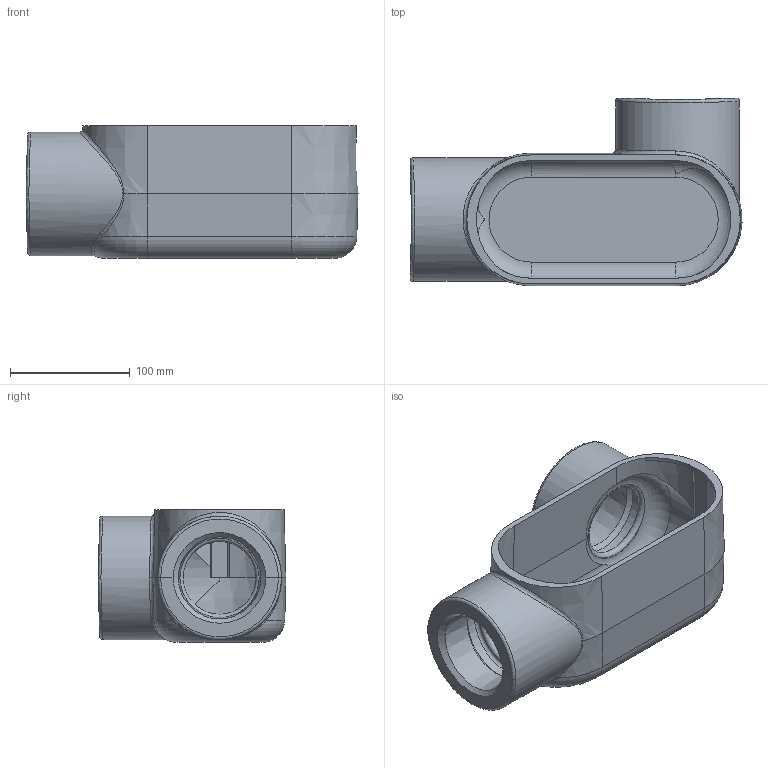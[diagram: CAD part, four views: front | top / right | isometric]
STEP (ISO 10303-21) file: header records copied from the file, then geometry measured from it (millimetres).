
FILE_DESCRIPTION(/* description */ (''),/* implementation_level */ '2;1');
FILE_NAME(/* name */ 'KIL_LR77.stp',/* time_stamp */ '2019-02-07T21:50:48+05:00',/* author */ ('avenkatesan'),/* organization */ (''),/* preprocessor_version */ 'ST-DEVELOPER v17',/* originating_system */ 'Autodesk Inventor 2018',/* authorisation */ '');
FILE_SCHEMA (('AUTOMOTIVE_DESIGN { 1 0 10303 214 3 1 1 }'));
Length unit declared in the file: inch
Products named in the file (1): 17726
Bounding box: 277.56 x 156.98 x 111.12 mm (x, y, z)
Volume: 792286.9 mm3; surface area: 208811.6 mm2
Topology: 1 solids, 1 shells, 97 faces, 258 edges, 165 vertices
Faces by surface type: plane 34, cone 20, cylinder 19, bspline 14, torus 10
Full cylindrical faces by diameter (mm): 73.304 x2, 103.175 x2
Entity records: 6760 total; most frequent: CARTESIAN_POINT 4284, ORIENTED_EDGE 516, DIRECTION 515, EDGE_CURVE 258, AXIS2_PLACEMENT_3D 218, VERTEX_POINT 165, EDGE_LOOP 103, CIRCLE 101
